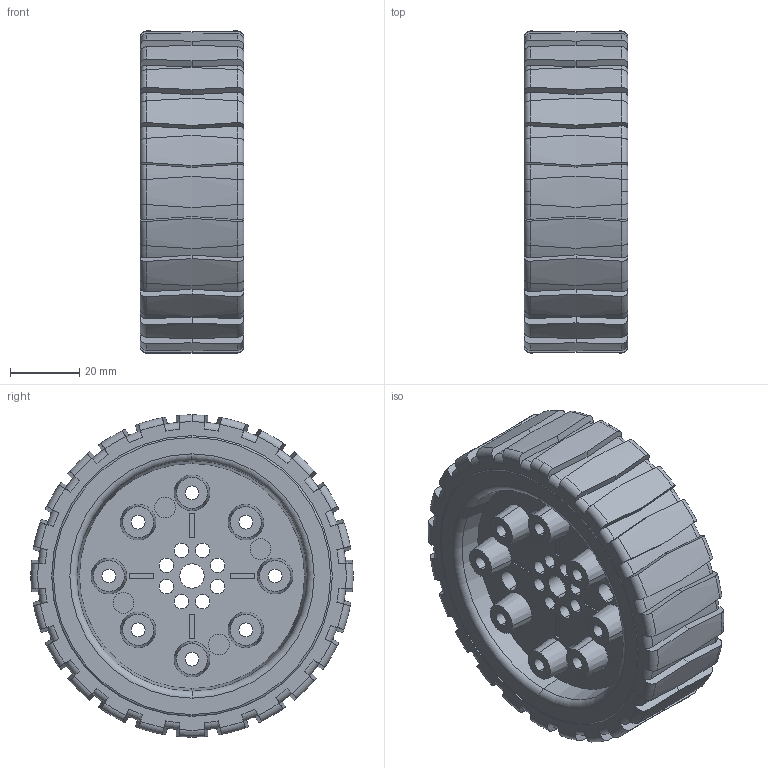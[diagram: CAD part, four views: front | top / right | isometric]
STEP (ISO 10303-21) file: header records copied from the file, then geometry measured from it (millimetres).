
FILE_DESCRIPTION (( 'STEP AP214' ), '1' );
FILE_NAME ('13-0009(no screw).step', '2020-04-06T07:13:27', ( '' ), ( '' ), 'SwSTEP 2.0', 'SolidWorks 2020', '' );
FILE_SCHEMA (( 'AUTOMOTIVE_DESIGN' ));
Length unit declared in the file: millimetre
Products named in the file (1): 13-0009(no screw)
Bounding box: 30 x 92.97 x 93 mm (x, y, z)
Volume: 149922.8 mm3; surface area: 35279 mm2
Topology: 1 solids, 1 shells, 411 faces, 1111 edges, 738 vertices
Faces by surface type: plane 166, torus 106, cylinder 105, cone 34
Entity records: 18114 total; most frequent: CARTESIAN_POINT 5477, ORIENTED_EDGE 2222, DIRECTION 1947, EDGE_CURVE 1111, AXIS2_PLACEMENT_3D 808, VERTEX_POINT 738, EDGE_LOOP 481, FACE_OUTER_BOUND 411
